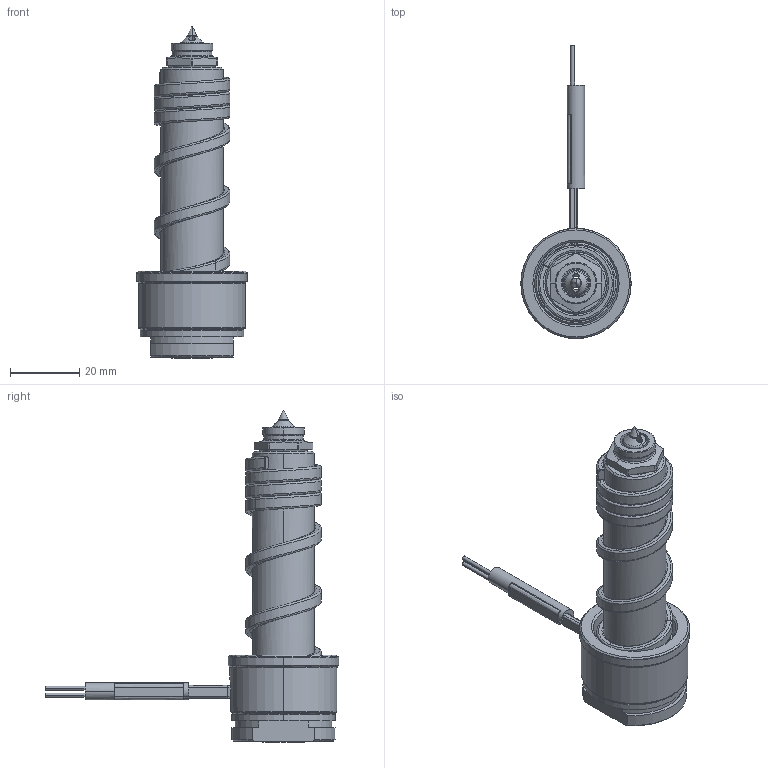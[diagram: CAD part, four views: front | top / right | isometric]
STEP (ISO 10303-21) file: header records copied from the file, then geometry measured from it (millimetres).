
FILE_DESCRIPTION((''),'2;1');
FILE_NAME('SM-96-BKS-N-1_5-L-1_0','2014-01-23T',('Íàòàëüÿ'),('IMID'),'PRO/ENGINEER BY PARAMETRIC TECHNOLOGY CORPORATION, 2010480','PRO/ENGINEER BY PARAMETRIC TECHNOLOGY CORPORATION, 2010480','');
FILE_SCHEMA(('CONFIG_CONTROL_DESIGN'));
Length unit declared in the file: millimetre
Products named in the file (1): SM-96-BKS-N-1_5-L-1_0
Bounding box: 32 x 85 x 96.2 mm (x, y, z)
Volume: 32736 mm3; surface area: 18165.3 mm2
Topology: 1 solids, 9 shells, 333 faces, 845 edges, 499 vertices
Faces by surface type: cylinder 115, cone 64, bspline 54, plane 52, torus 32, revolution 9, extrusion 7
Entity records: 17235 total; most frequent: CARTESIAN_POINT 9556, ORIENTED_EDGE 1646, DIRECTION 1514, EDGE_CURVE 835, AXIS2_PLACEMENT_3D 604, VERTEX_POINT 499, EDGE_LOOP 356, CIRCLE 340
